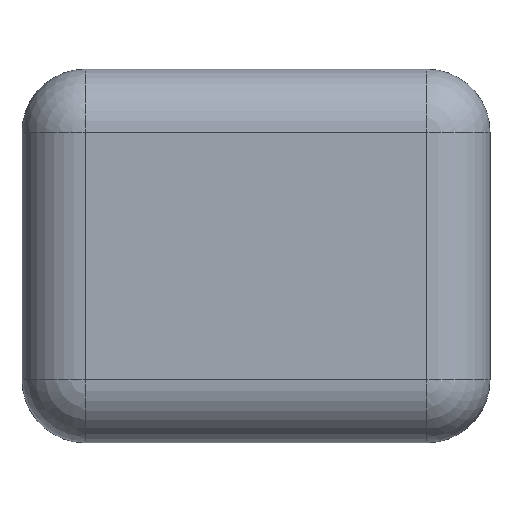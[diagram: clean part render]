
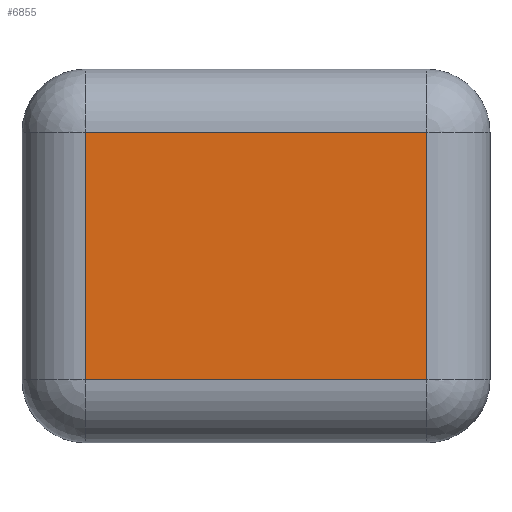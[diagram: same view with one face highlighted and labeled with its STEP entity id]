
A CAD part, front view. The second image highlights one B-rep face of the part: STEP entity #6855.
In plain terms, the highlighted planar face has unit normal (0, -1, 0).
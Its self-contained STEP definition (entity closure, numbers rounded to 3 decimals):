
#6855=ADVANCED_FACE('',(#27574),#27576,.T.);
#27574=FACE_BOUND('',#27575,.T.);
#27575=EDGE_LOOP('',(#42752,#42753,#42754,#42755));
#27576=PLANE('',#27577);
#27577=AXIS2_PLACEMENT_3D('',#27578,#27579,#27580);
#27578=CARTESIAN_POINT('',(0.,-126.811,0.));
#27579=DIRECTION('',(0.,-1.,0.));
#27580=DIRECTION('',(0.,0.,-1.));
#42752=ORIENTED_EDGE('',*,*,#46858,.T.);
#42753=ORIENTED_EDGE('',*,*,#46859,.T.);
#42754=ORIENTED_EDGE('',*,*,#46860,.T.);
#42755=ORIENTED_EDGE('',*,*,#46861,.T.);
#46858=EDGE_CURVE('',#51256,#51257,#51258,.T.);
#46859=EDGE_CURVE('',#51257,#51259,#51260,.T.);
#46860=EDGE_CURVE('',#51259,#51261,#51262,.T.);
#46861=EDGE_CURVE('',#51261,#51256,#51263,.T.);
#51256=VERTEX_POINT('',#71430);
#51257=VERTEX_POINT('',#71431);
#51258=LINE('',#71432,#71433);
#51259=VERTEX_POINT('',#71435);
#51260=LINE('',#71436,#71437);
#51261=VERTEX_POINT('',#71439);
#51262=LINE('',#71440,#71441);
#51263=LINE('',#71443,#71444);
#71430=CARTESIAN_POINT('',(-216.199,-126.811,-156.499));
#71431=CARTESIAN_POINT('',(216.199,-126.811,-156.499));
#71432=CARTESIAN_POINT('',(-216.199,-126.811,-156.499));
#71433=VECTOR('',#71434,1.);
#71434=DIRECTION('',(1.,0.,0.));
#71435=CARTESIAN_POINT('',(216.199,-126.811,156.499));
#71436=CARTESIAN_POINT('',(216.199,-126.811,-156.499));
#71437=VECTOR('',#71438,1.);
#71438=DIRECTION('',(0.,0.,1.));
#71439=CARTESIAN_POINT('',(-216.199,-126.811,156.499));
#71440=CARTESIAN_POINT('',(216.199,-126.811,156.499));
#71441=VECTOR('',#71442,1.);
#71442=DIRECTION('',(-1.,0.,0.));
#71443=CARTESIAN_POINT('',(-216.199,-126.811,156.499));
#71444=VECTOR('',#71445,1.);
#71445=DIRECTION('',(0.,0.,-1.));
